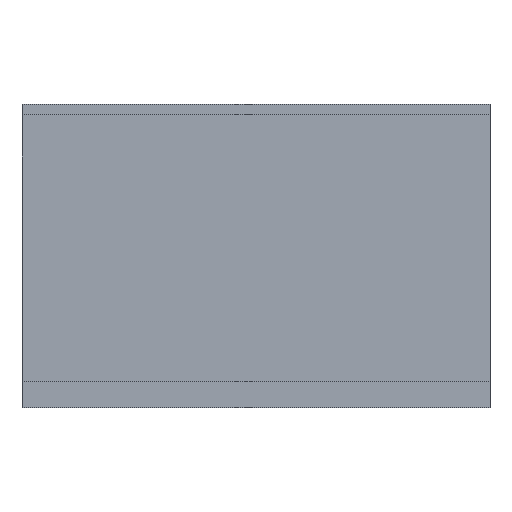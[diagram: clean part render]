
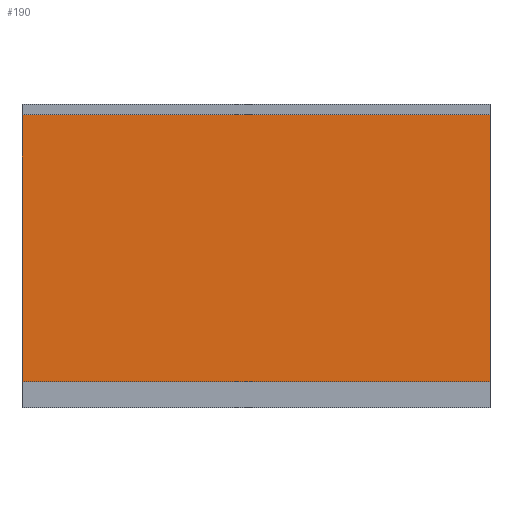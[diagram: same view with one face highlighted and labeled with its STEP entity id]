
A CAD part, top view. The second image highlights one B-rep face of the part: STEP entity #190.
In plain terms, the highlighted planar face has unit normal (0, 0, 1).
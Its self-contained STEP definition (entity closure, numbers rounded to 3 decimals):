
#44=ORIENTED_EDGE('',*,*,#70,.F.);
#45=ORIENTED_EDGE('',*,*,#87,.F.);
#46=ORIENTED_EDGE('',*,*,#80,.F.);
#47=ORIENTED_EDGE('',*,*,#78,.F.);
#70=EDGE_CURVE('',#94,#95,#110,.T.);
#78=EDGE_CURVE('',#95,#96,#118,.T.);
#80=EDGE_CURVE('',#96,#103,#120,.T.);
#87=EDGE_CURVE('',#103,#94,#127,.T.);
#94=VERTEX_POINT('',#271);
#95=VERTEX_POINT('',#273);
#96=VERTEX_POINT('',#277);
#103=VERTEX_POINT('',#293);
#110=LINE('',#272,#134);
#118=LINE('',#288,#142);
#120=LINE('',#292,#144);
#127=LINE('',#305,#151);
#134=VECTOR('',#225,1000.);
#142=VECTOR('',#235,1000.);
#144=VECTOR('',#239,1000.);
#151=VECTOR('',#248,1000.);
#160=EDGE_LOOP('',(#44,#45,#46,#47));
#170=FACE_BOUND('',#160,.T.);
#180=PLANE('',#213);
#190=ADVANCED_FACE('',(#170),#180,.F.);
#213=AXIS2_PLACEMENT_3D('',#306,#249,#250);
#225=DIRECTION('',(-1.,0.,0.));
#235=DIRECTION('',(0.,1.,0.));
#239=DIRECTION('',(1.,0.,0.));
#248=DIRECTION('',(0.,-1.,0.));
#249=DIRECTION('',(0.,0.,-1.));
#250=DIRECTION('',(-1.,0.,0.));
#271=CARTESIAN_POINT('',(214.,24.,35.));
#272=CARTESIAN_POINT('',(-214.,24.,35.));
#273=CARTESIAN_POINT('',(-214.,24.,35.));
#277=CARTESIAN_POINT('',(-214.,268.,35.));
#288=CARTESIAN_POINT('',(-214.,24.,35.));
#292=CARTESIAN_POINT('',(-214.,268.,35.));
#293=CARTESIAN_POINT('',(214.,268.,35.));
#305=CARTESIAN_POINT('',(214.,24.,35.));
#306=CARTESIAN_POINT('',(0.,0.,35.));
